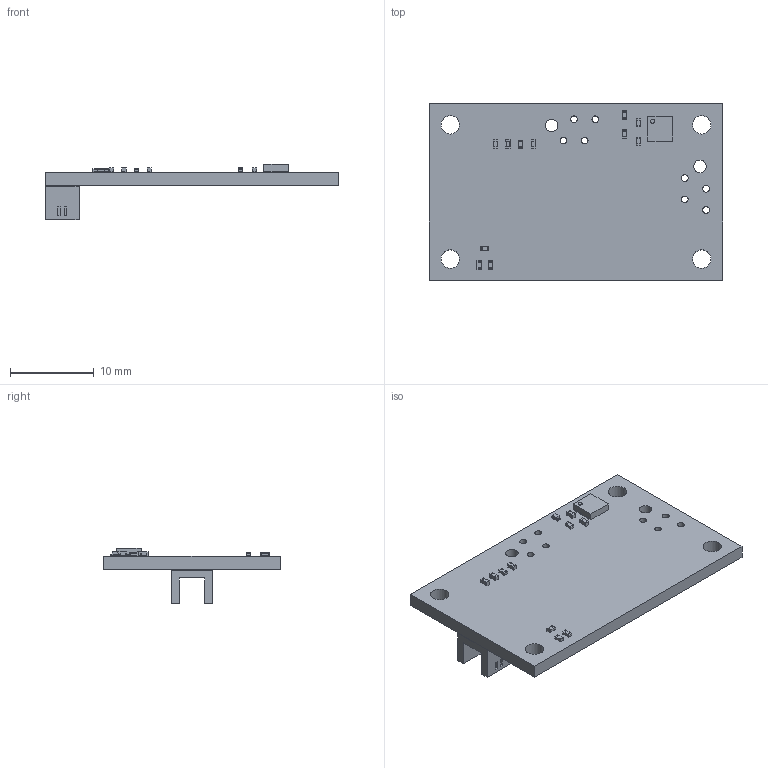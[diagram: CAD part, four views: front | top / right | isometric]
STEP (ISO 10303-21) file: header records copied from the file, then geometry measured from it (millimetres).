
FILE_DESCRIPTION(('KiCad electronic assembly'),'2;1');
FILE_NAME('m3_v2.1_pcb.step','2019-12-19T17:51:33',('An Author'),( 'A Company'),'Open CASCADE STEP processor 6.9', 'KiCad to STEP converter','Unknown');
FILE_SCHEMA(('AUTOMOTIVE_DESIGN { 1 0 10303 214 1 1 1 1 }'));
Length unit declared in the file: millimetre
Products named in the file (12): Open CASCADE STEP translator 6.9 1; vishay_tcut1350x01; SOLID; C_0402_1005Metric; R_0402_1005Metric; DFN-6-1EP_3x3mm_P0.95mm_EP1.7x2.6mm; LED_0402_1005Metric; COMPOUND
Assembly tree (19 placements, depth 3):
  Open CASCADE STEP translator 6.9 1
    vishay_tcut1350x01
      SOLID
    C_0402_1005Metric  x5
      SOLID
    R_0402_1005Metric  x5
      SOLID
    DFN-6-1EP_3x3mm_P0.95mm_EP1.7x2.6mm
      SOLID
    LED_0402_1005Metric
      SOLID
    COMPOUND
Bounding box: 35 x 21 x 6.57 mm (x, y, z)
Volume: 1192.1 mm3; surface area: 1870.3 mm2
Topology: 14 solids, 14 shells, 408 faces, 1073 edges, 706 vertices
Faces by surface type: plane 285, cylinder 123
Full cylindrical faces by diameter (mm): 0.5 x1, 0.8 x8, 1.5 x2, 2.2 x4
Entity records: 14129 total; most frequent: CARTESIAN_POINT 2263, DIRECTION 2020, LINE 1367, VECTOR 1367, ORIENTED_EDGE 1026, PCURVE 1026, DEFINITIONAL_REPRESENTATION 1026, EDGE_CURVE 513
